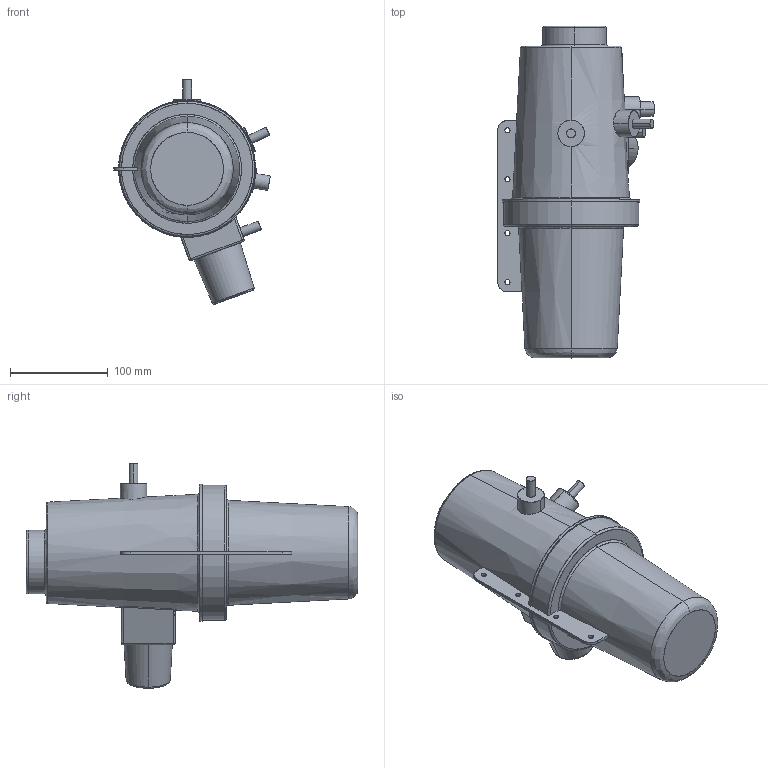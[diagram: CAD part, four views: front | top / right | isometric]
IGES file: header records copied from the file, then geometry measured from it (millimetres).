
Start section: SolidWorks IGES file using analytic representation for surfaces
Global section: file name: Brusa_Fluid integrated heater group_RM4.IGS; native system: SolidWorks 2008; preprocessor: SolidWorks 2008; author: vikke.hyvonen; date: 080331.165417; units: millimetre
Bounding box: 160.01 x 339 x 229.35 mm (x, y, z)
Surface area: 180621.1 mm2 (no closed solid volume)
Topology: 0 solids, 0 shells, 121 faces, 2712 edges, 2710 vertices
Faces by surface type: revolution 62, bspline 59
